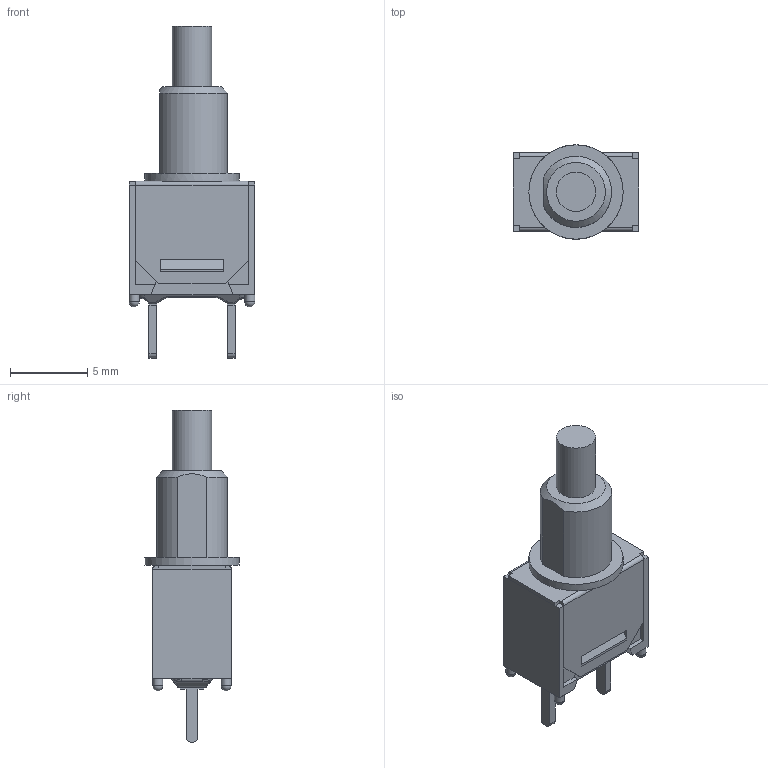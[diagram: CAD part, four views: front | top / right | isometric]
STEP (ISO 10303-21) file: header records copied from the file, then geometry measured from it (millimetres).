
FILE_DESCRIPTION(/* description */ (''),/* implementation_level */ '2;1');
FILE_NAME(/* name */ '800SP9B5M2xE.stp',/* time_stamp */ '2023-10-05T12:58:37-05:00',/* author */ ('mwilliams'),/* organization */ (''),/* preprocessor_version */ 'ST-DEVELOPER v18.1',/* originating_system */ 'Autodesk Inventor 2022',/* authorisation */ '');
FILE_SCHEMA (('AUTOMOTIVE_DESIGN { 1 0 10303 214 3 1 1 }'));
Length unit declared in the file: inch
Products named in the file (1): 000025846_Simplify_1
Bounding box: 8.13 x 6.1 x 21.47 mm (x, y, z)
Volume: 423.6 mm3; surface area: 613.2 mm2
Topology: 1 solids, 1 shells, 150 faces, 404 edges, 251 vertices
Faces by surface type: plane 104, cylinder 29, bspline 12, sphere 4, cone 1
Full cylindrical faces by diameter (mm): 0.65 x4, 2.54 x1, 6.1 x1
Entity records: 5013 total; most frequent: CARTESIAN_POINT 1271, ORIENTED_EDGE 800, DIRECTION 722, EDGE_CURVE 400, LINE 296, VECTOR 296, VERTEX_POINT 251, AXIS2_PLACEMENT_3D 213
